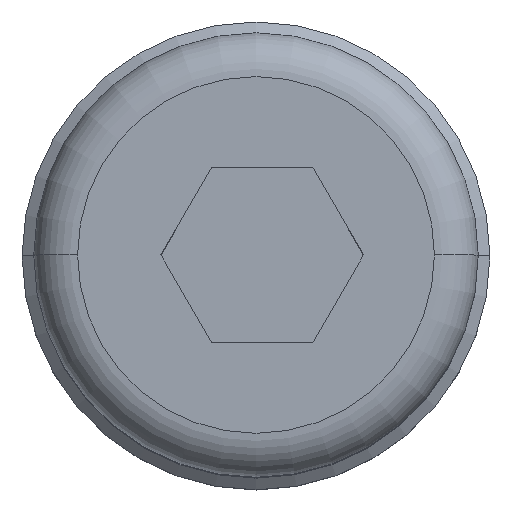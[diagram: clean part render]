
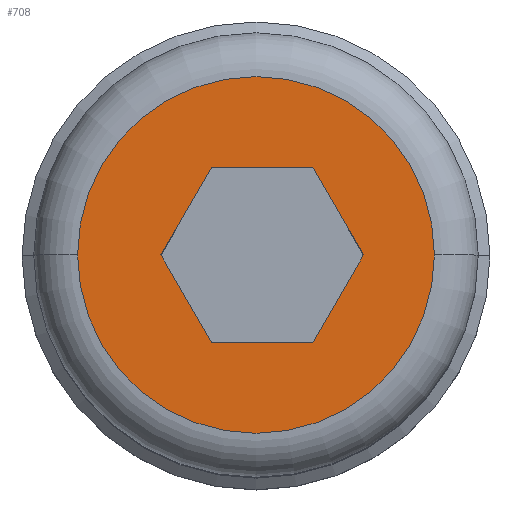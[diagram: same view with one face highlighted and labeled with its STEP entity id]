
A CAD part, top view. The second image highlights one B-rep face of the part: STEP entity #708.
In plain terms, the highlighted planar face has unit normal (0, 0, 1).
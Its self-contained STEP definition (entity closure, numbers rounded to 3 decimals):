
#3 = DIRECTION ( 'NONE',  ( -0.5, -0.866, 0. ) ) ;
#96 = VECTOR ( 'NONE', #1138, 1000. ) ;
#135 = DIRECTION ( 'NONE',  ( 0., 0., 1. ) ) ;
#148 = EDGE_CURVE ( 'NONE', #1034, #967, #174, .T. ) ;
#151 = DIRECTION ( 'NONE',  ( 0., 0., 1. ) ) ;
#164 = ORIENTED_EDGE ( 'NONE', *, *, #870, .F. ) ;
#174 = CIRCLE ( 'NONE', #619, 6.1 ) ;
#188 = LINE ( 'NONE', #552, #538 ) ;
#227 = VECTOR ( 'NONE', #976, 1000. ) ;
#280 = EDGE_LOOP ( 'NONE', ( #1158, #404 ) ) ;
#290 = CARTESIAN_POINT ( 'NONE',  ( -1.732, -3., 25. ) ) ;
#291 = VERTEX_POINT ( 'NONE', #532 ) ;
#305 = ORIENTED_EDGE ( 'NONE', *, *, #515, .F. ) ;
#328 = CARTESIAN_POINT ( 'NONE',  ( 1.732, 3., 25. ) ) ;
#348 = EDGE_CURVE ( 'NONE', #1147, #291, #478, .T. ) ;
#356 = FACE_OUTER_BOUND ( 'NONE', #280, .T. ) ;
#370 = LINE ( 'NONE', #681, #96 ) ;
#371 = AXIS2_PLACEMENT_3D ( 'NONE', #673, #1132, #871 ) ;
#389 = ORIENTED_EDGE ( 'NONE', *, *, #957, .F. ) ;
#404 = ORIENTED_EDGE ( 'NONE', *, *, #148, .T. ) ;
#405 = PLANE ( 'NONE',  #371 ) ;
#413 = LINE ( 'NONE', #726, #434 ) ;
#418 = VERTEX_POINT ( 'NONE', #1109 ) ;
#431 = EDGE_CURVE ( 'NONE', #567, #418, #438, .T. ) ;
#434 = VECTOR ( 'NONE', #912, 1000. ) ;
#438 = LINE ( 'NONE', #448, #794 ) ;
#439 = ORIENTED_EDGE ( 'NONE', *, *, #757, .F. ) ;
#448 = CARTESIAN_POINT ( 'NONE',  ( -1.732, -3., 25. ) ) ;
#476 = LINE ( 'NONE', #1071, #669 ) ;
#478 = LINE ( 'NONE', #328, #227 ) ;
#515 = EDGE_CURVE ( 'NONE', #291, #958, #188, .T. ) ;
#532 = CARTESIAN_POINT ( 'NONE',  ( -1.732, 3., 25. ) ) ;
#538 = VECTOR ( 'NONE', #3, 1000. ) ;
#552 = CARTESIAN_POINT ( 'NONE',  ( -1.732, 3., 25. ) ) ;
#567 = VERTEX_POINT ( 'NONE', #290 ) ;
#581 = VERTEX_POINT ( 'NONE', #766 ) ;
#619 = AXIS2_PLACEMENT_3D ( 'NONE', #1054, #135, #1064 ) ;
#640 = CARTESIAN_POINT ( 'NONE',  ( -6.314, 0., 25. ) ) ;
#669 = VECTOR ( 'NONE', #793, 1000. ) ;
#673 = CARTESIAN_POINT ( 'NONE',  ( 7.386, 0., 25. ) ) ;
#681 = CARTESIAN_POINT ( 'NONE',  ( -3.464, 0., 25. ) ) ;
#696 = AXIS2_PLACEMENT_3D ( 'NONE', #992, #151, #1088 ) ;
#708 = ADVANCED_FACE ( 'NONE', ( #356, #1072 ), #405, .T. ) ;
#711 = ORIENTED_EDGE ( 'NONE', *, *, #348, .F. ) ;
#726 = CARTESIAN_POINT ( 'NONE',  ( 1.732, -3., 25. ) ) ;
#734 = CARTESIAN_POINT ( 'NONE',  ( 5.886, 0., 25. ) ) ;
#757 = EDGE_CURVE ( 'NONE', #958, #567, #370, .T. ) ;
#766 = CARTESIAN_POINT ( 'NONE',  ( 3.464, 0., 25. ) ) ;
#793 = DIRECTION ( 'NONE',  ( -0.5, 0.866, 0. ) ) ;
#794 = VECTOR ( 'NONE', #1099, 1000. ) ;
#815 = ORIENTED_EDGE ( 'NONE', *, *, #431, .F. ) ;
#870 = EDGE_CURVE ( 'NONE', #581, #1147, #476, .T. ) ;
#871 = DIRECTION ( 'NONE',  ( 1., 0., 0. ) ) ;
#912 = DIRECTION ( 'NONE',  ( 0.5, 0.866, 0. ) ) ;
#924 = CARTESIAN_POINT ( 'NONE',  ( 1.732, 3., 25. ) ) ;
#949 = EDGE_CURVE ( 'NONE', #967, #1034, #998, .T. ) ;
#957 = EDGE_CURVE ( 'NONE', #418, #581, #413, .T. ) ;
#958 = VERTEX_POINT ( 'NONE', #1176 ) ;
#967 = VERTEX_POINT ( 'NONE', #734 ) ;
#976 = DIRECTION ( 'NONE',  ( -1., 0., 0. ) ) ;
#992 = CARTESIAN_POINT ( 'NONE',  ( -0.214, 0., 25. ) ) ;
#998 = CIRCLE ( 'NONE', #696, 6.1 ) ;
#1034 = VERTEX_POINT ( 'NONE', #640 ) ;
#1054 = CARTESIAN_POINT ( 'NONE',  ( -0.214, 0., 25. ) ) ;
#1064 = DIRECTION ( 'NONE',  ( 1., 0., 0. ) ) ;
#1071 = CARTESIAN_POINT ( 'NONE',  ( 3.464, 0., 25. ) ) ;
#1072 = FACE_BOUND ( 'NONE', #1188, .T. ) ;
#1088 = DIRECTION ( 'NONE',  ( 1., 0., 0. ) ) ;
#1099 = DIRECTION ( 'NONE',  ( 1., 0., 0. ) ) ;
#1109 = CARTESIAN_POINT ( 'NONE',  ( 1.732, -3., 25. ) ) ;
#1132 = DIRECTION ( 'NONE',  ( 0., 0., 1. ) ) ;
#1138 = DIRECTION ( 'NONE',  ( 0.5, -0.866, 0. ) ) ;
#1147 = VERTEX_POINT ( 'NONE', #924 ) ;
#1158 = ORIENTED_EDGE ( 'NONE', *, *, #949, .T. ) ;
#1176 = CARTESIAN_POINT ( 'NONE',  ( -3.464, 0., 25. ) ) ;
#1188 = EDGE_LOOP ( 'NONE', ( #305, #711, #164, #389, #815, #439 ) ) ;
